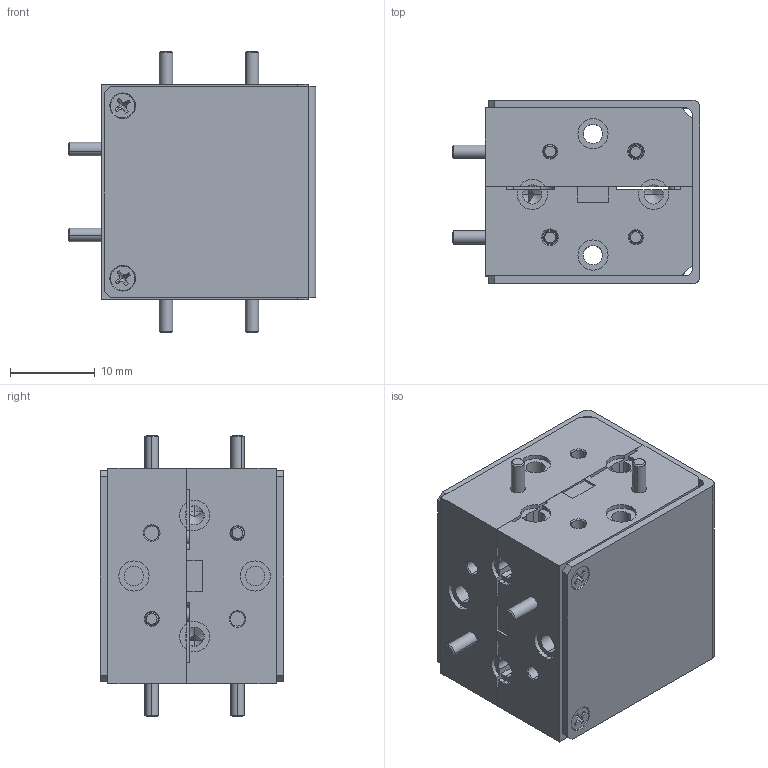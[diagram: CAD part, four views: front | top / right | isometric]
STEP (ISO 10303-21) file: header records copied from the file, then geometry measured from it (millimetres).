
FILE_DESCRIPTION (( 'STEP AP203' ), '1' );
FILE_NAME ('SNW-5435630718-15-C1.STEP', '2019-03-18T22:18:39', ( '' ), ( '' ), 'SwSTEP 2.0', 'SolidWorks 2016', '' );
FILE_SCHEMA (( 'CONFIG_CONTROL_DESIGN' ));
Length unit declared in the file: millimetre
Products named in the file (1): SNW-5435630718-15-C1
Bounding box: 29.15 x 21.59 x 33.15 mm (x, y, z)
Volume: 8584.1 mm3; surface area: 9864.5 mm2
Topology: 17 solids, 17 shells, 624 faces, 1661 edges, 1055 vertices
Faces by surface type: cylinder 252, plane 185, cone 175, bspline 12
Entity records: 24715 total; most frequent: CARTESIAN_POINT 9610, ORIENTED_EDGE 3258, DIRECTION 3038, EDGE_CURVE 1629, AXIS2_PLACEMENT_3D 1137, VERTEX_POINT 1055, VECTOR 764, LINE 764
